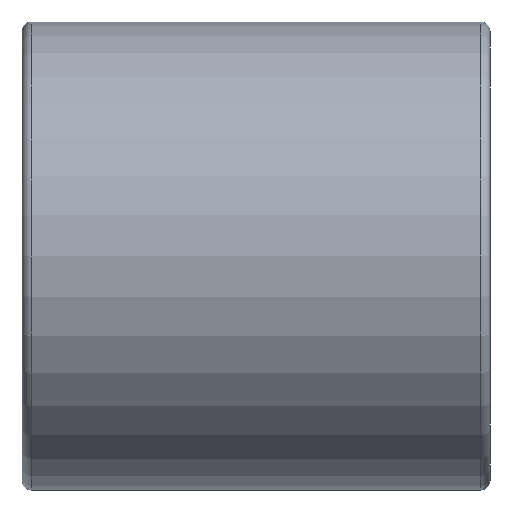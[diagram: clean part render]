
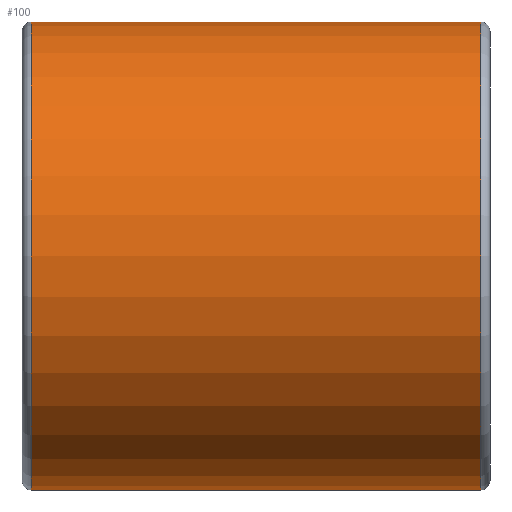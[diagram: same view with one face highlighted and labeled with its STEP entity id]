
A CAD part, front view. The second image highlights one B-rep face of the part: STEP entity #100.
In plain terms, the highlighted cylindrical face has radius 3.175 mm (diameter 6.35 mm), a full revolution.
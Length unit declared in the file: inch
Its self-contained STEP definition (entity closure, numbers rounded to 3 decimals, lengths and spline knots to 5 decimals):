
#20=CYLINDRICAL_SURFACE('',#122,0.125);
#26=FACE_BOUND('',#48,.T.);
#34=FACE_OUTER_BOUND('',#47,.T.);
#47=EDGE_LOOP('',(#87));
#48=EDGE_LOOP('',(#88));
#58=CIRCLE('',#121,0.125);
#59=CIRCLE('',#123,0.125);
#66=VERTEX_POINT('',#177);
#67=VERTEX_POINT('',#180);
#74=EDGE_CURVE('',#66,#66,#58,.T.);
#75=EDGE_CURVE('',#67,#67,#59,.T.);
#87=ORIENTED_EDGE('',*,*,#74,.T.);
#88=ORIENTED_EDGE('',*,*,#75,.T.);
#100=ADVANCED_FACE('',(#34,#26),#20,.T.);
#121=AXIS2_PLACEMENT_3D('',#178,#149,#150);
#122=AXIS2_PLACEMENT_3D('',#179,#151,#152);
#123=AXIS2_PLACEMENT_3D('',#181,#153,#154);
#149=DIRECTION('center_axis',(-1.,0.,0.));
#150=DIRECTION('ref_axis',(0.,0.,1.));
#151=DIRECTION('center_axis',(-1.,0.,0.));
#152=DIRECTION('ref_axis',(0.,0.,1.));
#153=DIRECTION('center_axis',(1.,0.,0.));
#154=DIRECTION('ref_axis',(0.,0.,-1.));
#177=CARTESIAN_POINT('',(0.245,0.,0.125));
#178=CARTESIAN_POINT('Origin',(0.245,0.,0.));
#179=CARTESIAN_POINT('Origin',(0.,0.,0.));
#180=CARTESIAN_POINT('',(0.005,0.,0.125));
#181=CARTESIAN_POINT('Origin',(0.005,0.,0.));
